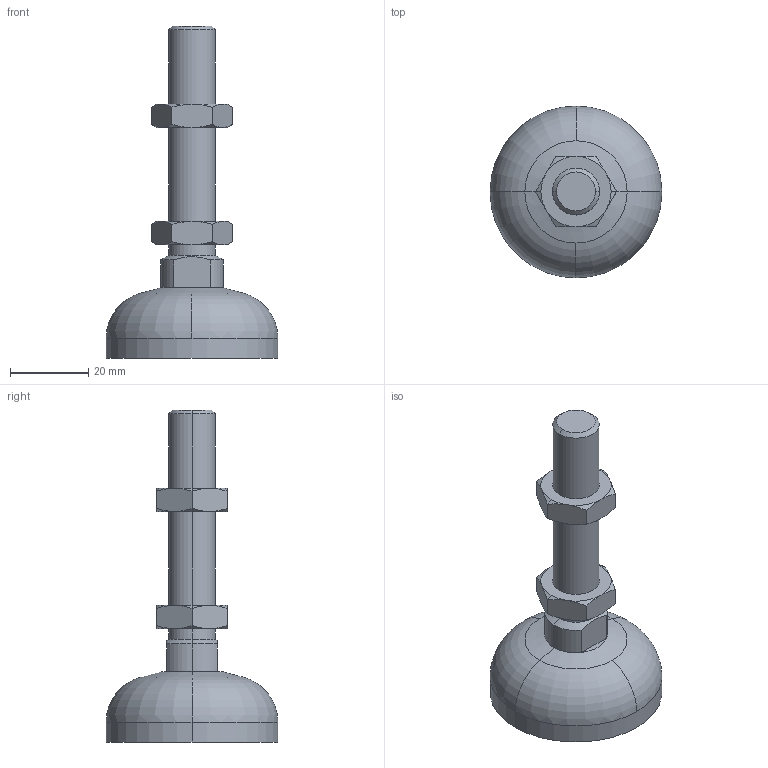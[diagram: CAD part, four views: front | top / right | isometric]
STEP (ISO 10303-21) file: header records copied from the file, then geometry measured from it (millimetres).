
FILE_DESCRIPTION(('STEP AP214'),'1');
FILE_NAME('cctmp_8D716416-7208-42D8-AC22-4A6C29C8E86D_2020_1_9_16_18_17_190..stp','2020-01-09T15:18:17',('Bosch Rexroth AG'),('CADClick - www.CADClick.com'),'Spatial InterOp 3D',' ','unknown authorization - (Healing Option Enabled)');
FILE_SCHEMA(('AUTOMOTIVE_DESIGN'));
Length unit declared in the file: millimetre
Products named in the file (1): 2020_01_09__16-18-17-190
Bounding box: 44 x 44 x 85 mm (x, y, z)
Volume: 22475.8 mm3; surface area: 9329.7 mm2
Topology: 1 solids, 2 shells, 101 faces, 216 edges, 121 vertices
Faces by surface type: cone 42, plane 23, cylinder 20, sphere 10, torus 6
Entity records: 3728 total; most frequent: CARTESIAN_POINT 765, DIRECTION 470, ORIENTED_EDGE 428, EDGE_CURVE 214, AXIS2_PLACEMENT_3D 208, VERTEX_POINT 121, EDGE_LOOP 107, CIRCLE 106
